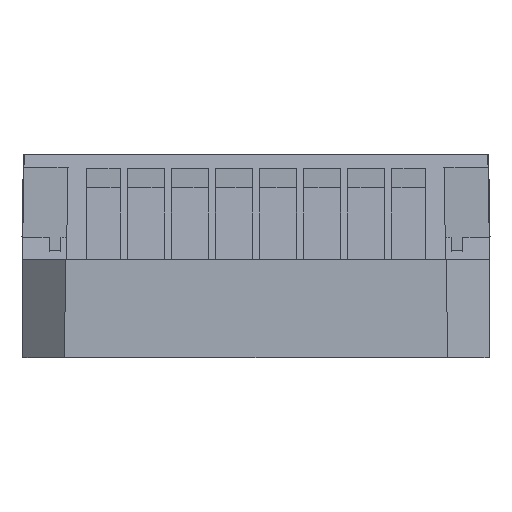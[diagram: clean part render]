
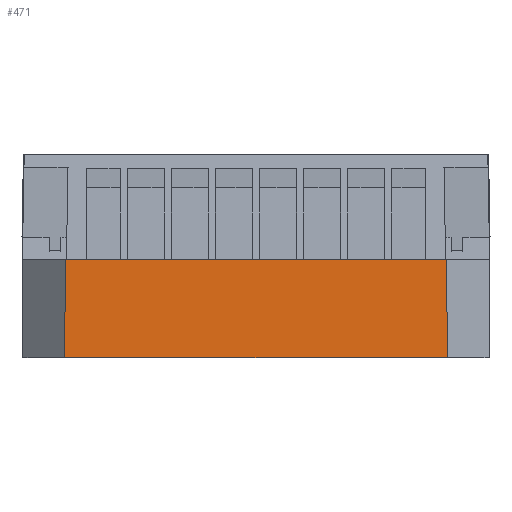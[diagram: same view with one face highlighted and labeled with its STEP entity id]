
A CAD part, front view. The second image highlights one B-rep face of the part: STEP entity #471.
In plain terms, the highlighted planar face has unit normal (0, -1, 0.018).
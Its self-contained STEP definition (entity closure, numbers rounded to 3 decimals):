
#471=ADVANCED_FACE('',(#2495),#2497,.T.);
#2495=FACE_BOUND('',#2496,.T.);
#2496=EDGE_LOOP('',(#4544,#4545,#4546,#4547));
#2497=PLANE('',#2498);
#2498=AXIS2_PLACEMENT_3D('',#2499,#2500,#2501);
#2499=CARTESIAN_POINT('',(-89.258,-48.,-0.2));
#2500=DIRECTION('',(0.,-1.,0.017));
#2501=DIRECTION('',(1.,0.,0.));
#4544=ORIENTED_EDGE('',*,*,#5750,.T.);
#4545=ORIENTED_EDGE('',*,*,#5971,.F.);
#4546=ORIENTED_EDGE('',*,*,#5972,.T.);
#4547=ORIENTED_EDGE('',*,*,#5973,.F.);
#5750=EDGE_CURVE('',#6532,#6530,#6533,.F.);
#5971=EDGE_CURVE('',#6920,#6530,#6922,.F.);
#5972=EDGE_CURVE('',#6920,#6923,#6924,.T.);
#5973=EDGE_CURVE('',#6532,#6923,#6925,.F.);
#6530=VERTEX_POINT('',#7660);
#6532=VERTEX_POINT('',#7664);
#6533=LINE('',#7665,#7666);
#6920=VERTEX_POINT('',#8645);
#6922=LINE('',#8649,#8650);
#6923=VERTEX_POINT('',#8652);
#6924=LINE('',#8653,#8654);
#6925=LINE('',#8656,#8657);
#7660=CARTESIAN_POINT('',(69.499,-47.997,0.));
#7664=CARTESIAN_POINT('',(-69.499,-47.997,0.));
#7665=CARTESIAN_POINT('',(69.499,-47.997,0.));
#7666=VECTOR('',#7667,1.);
#7667=DIRECTION('',(-1.,0.,0.));
#8645=CARTESIAN_POINT('',(69.246,-47.372,35.8));
#8649=CARTESIAN_POINT('',(69.499,-47.997,0.));
#8650=VECTOR('',#8651,1.);
#8651=DIRECTION('',(-0.007,0.017,1.));
#8652=CARTESIAN_POINT('',(-69.246,-47.372,35.8));
#8653=CARTESIAN_POINT('',(69.246,-47.372,35.8));
#8654=VECTOR('',#8655,1.);
#8655=DIRECTION('',(-1.,0.,0.));
#8656=CARTESIAN_POINT('',(-69.246,-47.372,35.8));
#8657=VECTOR('',#8658,1.);
#8658=DIRECTION('',(-0.007,-0.017,-1.));
